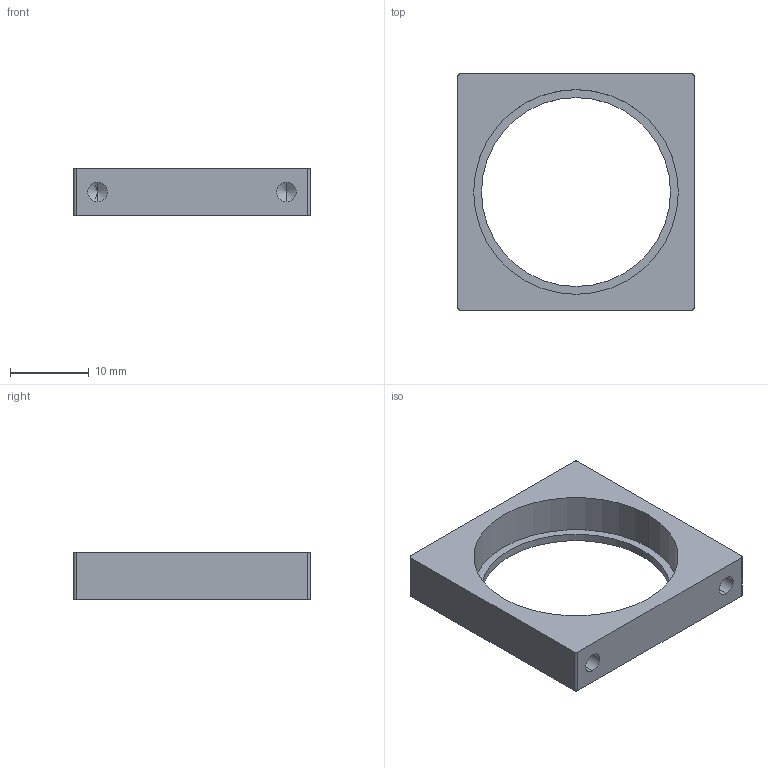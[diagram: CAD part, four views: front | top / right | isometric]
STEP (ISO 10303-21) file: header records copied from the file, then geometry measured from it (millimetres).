
FILE_DESCRIPTION (( 'STEP AP214' ), '1' );
FILE_NAME ('Bearing_holder_26mm_v2.STEP', '2018-04-16T20:05:28', ( '' ), ( '' ), 'SwSTEP 2.0', 'SolidWorks 2017', '' );
FILE_SCHEMA (( 'AUTOMOTIVE_DESIGN' ));
Length unit declared in the file: millimetre
Products named in the file (1): Bearing_holder_26mm_v2
Bounding box: 30 x 30 x 6 mm (x, y, z)
Volume: 2169.8 mm3; surface area: 2287.5 mm2
Topology: 1 solids, 1 shells, 31 faces, 76 edges, 44 vertices
Faces by surface type: cylinder 16, cone 8, plane 7
Entity records: 900 total; most frequent: DIRECTION 164, CARTESIAN_POINT 144, ORIENTED_EDGE 136, EDGE_CURVE 68, AXIS2_PLACEMENT_3D 64, VERTEX_POINT 44, EDGE_LOOP 38, VECTOR 36
